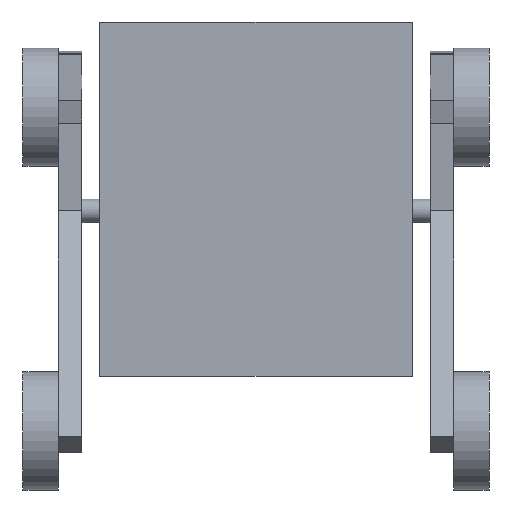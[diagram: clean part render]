
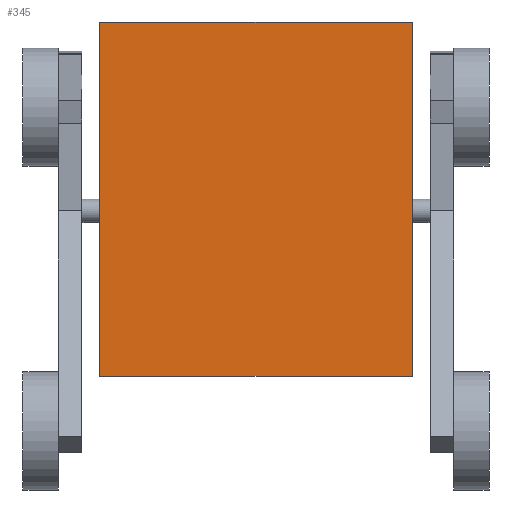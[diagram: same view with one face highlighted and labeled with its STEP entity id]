
A CAD part, front view. The second image highlights one B-rep face of the part: STEP entity #345.
In plain terms, the highlighted planar face has unit normal (0, -1, 0).
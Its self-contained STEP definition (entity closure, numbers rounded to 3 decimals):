
#18 = VECTOR ( 'NONE', #925, 1000. ) ;
#87 = CARTESIAN_POINT ( 'NONE',  ( 0., 0., -762. ) ) ;
#88 = VECTOR ( 'NONE', #1237, 1000. ) ;
#133 = ORIENTED_EDGE ( 'NONE', *, *, #1212, .F. ) ;
#172 = ORIENTED_EDGE ( 'NONE', *, *, #1018, .F. ) ;
#214 = DIRECTION ( 'NONE',  ( 0., -1., 0. ) ) ;
#245 = LINE ( 'NONE', #1241, #377 ) ;
#248 = VERTEX_POINT ( 'NONE', #1003 ) ;
#277 = CARTESIAN_POINT ( 'NONE',  ( 0., 0., 0. ) ) ;
#345 = ADVANCED_FACE ( 'NONE', ( #1359 ), #1095, .T. ) ;
#370 = DIRECTION ( 'NONE',  ( 1., 0., 0. ) ) ;
#377 = VECTOR ( 'NONE', #370, 1000. ) ;
#407 = ORIENTED_EDGE ( 'NONE', *, *, #1562, .F. ) ;
#413 = LINE ( 'NONE', #906, #18 ) ;
#569 = ORIENTED_EDGE ( 'NONE', *, *, #1351, .F. ) ;
#625 = VERTEX_POINT ( 'NONE', #710 ) ;
#710 = CARTESIAN_POINT ( 'NONE',  ( 0., 0., 0. ) ) ;
#777 = VECTOR ( 'NONE', #782, 1000. ) ;
#782 = DIRECTION ( 'NONE',  ( 0., 0., 1. ) ) ;
#839 = AXIS2_PLACEMENT_3D ( 'NONE', #1604, #214, #972 ) ;
#906 = CARTESIAN_POINT ( 'NONE',  ( 673.1, 0., -762. ) ) ;
#925 = DIRECTION ( 'NONE',  ( 0., 0., -1. ) ) ;
#972 = DIRECTION ( 'NONE',  ( 0., 0., -1. ) ) ;
#1003 = CARTESIAN_POINT ( 'NONE',  ( 673.1, 0., -762. ) ) ;
#1018 = EDGE_CURVE ( 'NONE', #1133, #248, #413, .T. ) ;
#1095 = PLANE ( 'NONE',  #839 ) ;
#1133 = VERTEX_POINT ( 'NONE', #1218 ) ;
#1174 = CARTESIAN_POINT ( 'NONE',  ( 0., 0., -762. ) ) ;
#1212 = EDGE_CURVE ( 'NONE', #625, #1133, #245, .T. ) ;
#1218 = CARTESIAN_POINT ( 'NONE',  ( 673.1, 0., 0. ) ) ;
#1226 = EDGE_LOOP ( 'NONE', ( #133, #569, #407, #172 ) ) ;
#1237 = DIRECTION ( 'NONE',  ( -1., 0., 0. ) ) ;
#1241 = CARTESIAN_POINT ( 'NONE',  ( 673.1, 0., 0. ) ) ;
#1351 = EDGE_CURVE ( 'NONE', #1476, #625, #1528, .T. ) ;
#1359 = FACE_OUTER_BOUND ( 'NONE', #1226, .T. ) ;
#1476 = VERTEX_POINT ( 'NONE', #1174 ) ;
#1528 = LINE ( 'NONE', #277, #777 ) ;
#1562 = EDGE_CURVE ( 'NONE', #248, #1476, #1596, .T. ) ;
#1596 = LINE ( 'NONE', #87, #88 ) ;
#1604 = CARTESIAN_POINT ( 'NONE',  ( 0., 0., 0. ) ) ;
